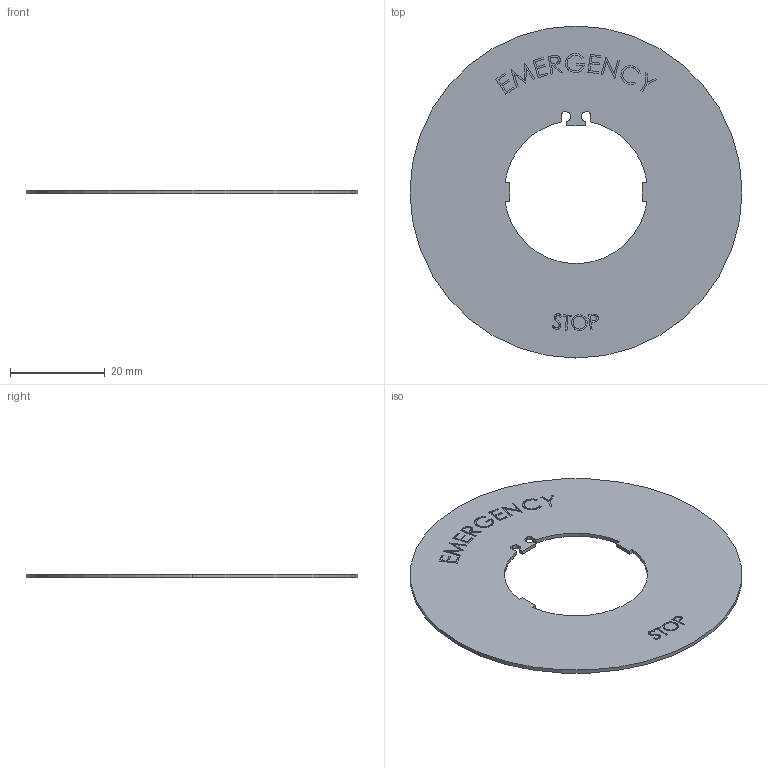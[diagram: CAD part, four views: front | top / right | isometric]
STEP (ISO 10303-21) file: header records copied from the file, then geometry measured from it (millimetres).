
FILE_DESCRIPTION (( 'STEP AP214' ), '1' );
FILE_NAME ('AHX720-5A.STEP', '2018-04-12T19:21:15', ( '' ), ( '' ), 'SwSTEP 2.0', 'SolidWorks 2017', '' );
FILE_SCHEMA (( 'AUTOMOTIVE_DESIGN' ));
Length unit declared in the file: inch
Products named in the file (1): AHX720-5A
Bounding box: 70 x 70 x 0.8 mm (x, y, z)
Volume: 2499.7 mm3; surface area: 6601 mm2
Topology: 1 solids, 1 shells, 196 faces, 534 edges, 356 vertices
Faces by surface type: plane 134, bspline 52, cylinder 10
Entity records: 9218 total; most frequent: CARTESIAN_POINT 4547, ORIENTED_EDGE 1068, DIRECTION 740, EDGE_CURVE 534, LINE 410, VECTOR 410, VERTEX_POINT 356, EDGE_LOOP 214
